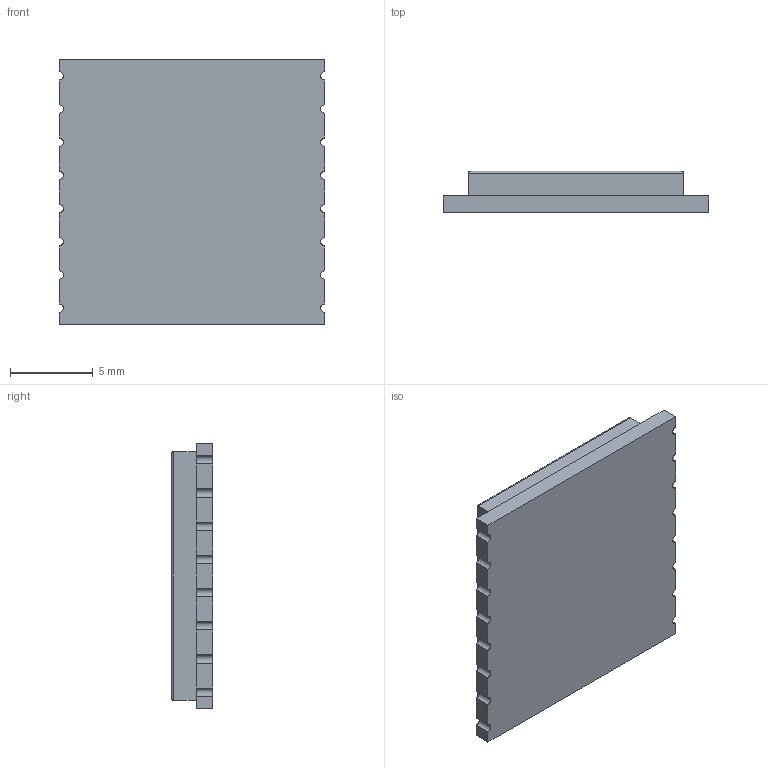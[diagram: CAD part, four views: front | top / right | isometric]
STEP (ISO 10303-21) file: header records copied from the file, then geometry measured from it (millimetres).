
FILE_DESCRIPTION(/* description */ ('','CAx-IF Rec.Pracs.---Representation and Presentation of Product Manufacturing Information (PMI)---4.0---2014-10-13'),/* implementation_level */ '2;1');
FILE_NAME(/* name */ 'HPD16.step',/* time_stamp */ '2019-12-25T16:33:34+08:00',/* author */ ('John'),/* organization */ (''),/* preprocessor_version */ 'ST-DEVELOPER v18',/* originating_system */ 'Autodesk Inventor 2020',/* authorisation */ '');
FILE_SCHEMA (('AP242_MANAGED_MODEL_BASED_3D_ENGINEERING_MIM_LF { 1 0 10303 442 1 1 4 }'));
Length unit declared in the file: millimetre
Products named in the file (1): HPD16
Bounding box: 16 x 2.5 x 16 mm (x, y, z)
Volume: 546.7 mm3; surface area: 657.8 mm2
Topology: 1 solids, 1 shells, 47 faces, 157 edges, 126 vertices
Faces by surface type: plane 27, cylinder 20
Entity records: 1864 total; most frequent: CARTESIAN_POINT 319, DIRECTION 318, ORIENTED_EDGE 256, EDGE_CURVE 128, AXIS2_PLACEMENT_3D 113, LINE 92, VECTOR 92, VERTEX_POINT 84
